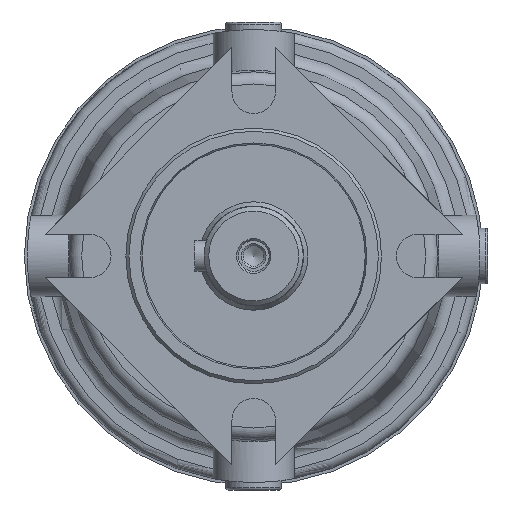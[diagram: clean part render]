
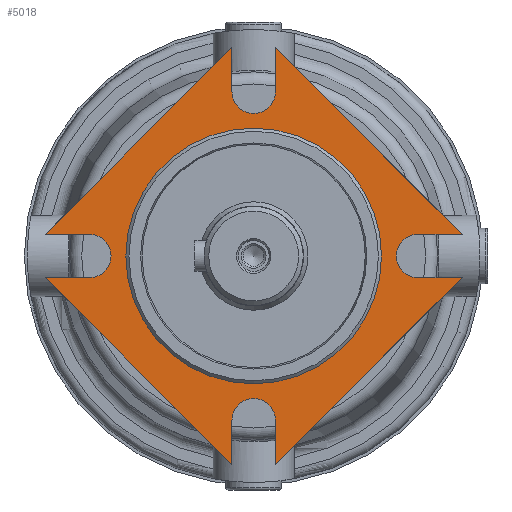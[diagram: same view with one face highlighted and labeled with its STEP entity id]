
A CAD part, left-side view. The second image highlights one B-rep face of the part: STEP entity #5018.
In plain terms, the highlighted planar face has unit normal (-1, 0, 0).
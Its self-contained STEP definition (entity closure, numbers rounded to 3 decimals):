
#153=PLANE('',#5497);
#367=LINE('',#8328,#721);
#374=LINE('',#8342,#728);
#378=LINE('',#8354,#732);
#381=LINE('',#8360,#735);
#387=LINE('',#8371,#741);
#391=LINE('',#8383,#745);
#394=LINE('',#8389,#748);
#400=LINE('',#8400,#754);
#404=LINE('',#8412,#758);
#407=LINE('',#8418,#761);
#413=LINE('',#8429,#767);
#417=LINE('',#8441,#771);
#721=VECTOR('',#6295,1000.);
#728=VECTOR('',#6304,1000.);
#732=VECTOR('',#6316,1000.);
#735=VECTOR('',#6321,1000.);
#741=VECTOR('',#6329,1000.);
#745=VECTOR('',#6341,1000.);
#748=VECTOR('',#6346,1000.);
#754=VECTOR('',#6354,1000.);
#758=VECTOR('',#6366,1000.);
#761=VECTOR('',#6371,1000.);
#767=VECTOR('',#6379,1000.);
#771=VECTOR('',#6391,1000.);
#1500=ORIENTED_EDGE('',*,*,#2723,.T.);
#1501=ORIENTED_EDGE('',*,*,#2663,.F.);
#1502=ORIENTED_EDGE('',*,*,#2721,.F.);
#1503=ORIENTED_EDGE('',*,*,#2718,.T.);
#1504=ORIENTED_EDGE('',*,*,#2715,.F.);
#1505=ORIENTED_EDGE('',*,*,#2709,.F.);
#1506=ORIENTED_EDGE('',*,*,#2706,.F.);
#1507=ORIENTED_EDGE('',*,*,#2703,.T.);
#1508=ORIENTED_EDGE('',*,*,#2700,.F.);
#1509=ORIENTED_EDGE('',*,*,#2694,.F.);
#1510=ORIENTED_EDGE('',*,*,#2691,.F.);
#1511=ORIENTED_EDGE('',*,*,#2688,.T.);
#1512=ORIENTED_EDGE('',*,*,#2685,.F.);
#1513=ORIENTED_EDGE('',*,*,#2679,.F.);
#1514=ORIENTED_EDGE('',*,*,#2676,.F.);
#1515=ORIENTED_EDGE('',*,*,#2673,.T.);
#1516=ORIENTED_EDGE('',*,*,#2670,.F.);
#2663=EDGE_CURVE('',#3289,#3290,#367,.T.);
#2670=EDGE_CURVE('',#3290,#3295,#374,.T.);
#2673=EDGE_CURVE('',#3297,#3295,#3685,.T.);
#2676=EDGE_CURVE('',#3297,#3299,#378,.T.);
#2679=EDGE_CURVE('',#3299,#3301,#381,.T.);
#2685=EDGE_CURVE('',#3301,#3305,#387,.T.);
#2688=EDGE_CURVE('',#3307,#3305,#3687,.T.);
#2691=EDGE_CURVE('',#3307,#3309,#391,.T.);
#2694=EDGE_CURVE('',#3309,#3311,#394,.T.);
#2700=EDGE_CURVE('',#3311,#3315,#400,.T.);
#2703=EDGE_CURVE('',#3317,#3315,#3689,.T.);
#2706=EDGE_CURVE('',#3317,#3319,#404,.T.);
#2709=EDGE_CURVE('',#3319,#3321,#407,.T.);
#2715=EDGE_CURVE('',#3321,#3325,#413,.T.);
#2718=EDGE_CURVE('',#3327,#3325,#3691,.T.);
#2721=EDGE_CURVE('',#3327,#3289,#417,.T.);
#2723=EDGE_CURVE('',#3329,#3329,#3693,.T.);
#3289=VERTEX_POINT('',#8329);
#3290=VERTEX_POINT('',#8330);
#3295=VERTEX_POINT('',#8343);
#3297=VERTEX_POINT('',#8349);
#3299=VERTEX_POINT('',#8355);
#3301=VERTEX_POINT('',#8361);
#3305=VERTEX_POINT('',#8372);
#3307=VERTEX_POINT('',#8378);
#3309=VERTEX_POINT('',#8384);
#3311=VERTEX_POINT('',#8390);
#3315=VERTEX_POINT('',#8401);
#3317=VERTEX_POINT('',#8407);
#3319=VERTEX_POINT('',#8413);
#3321=VERTEX_POINT('',#8419);
#3325=VERTEX_POINT('',#8430);
#3327=VERTEX_POINT('',#8436);
#3329=VERTEX_POINT('',#8445);
#3685=CIRCLE('',#5476,7.);
#3687=CIRCLE('',#5482,7.);
#3689=CIRCLE('',#5488,7.);
#3691=CIRCLE('',#5494,7.);
#3693=CIRCLE('',#5498,41.25);
#3952=EDGE_LOOP('',(#1500));
#3953=EDGE_LOOP('',(#1501,#1502,#1503,#1504,#1505,#1506,#1507,#1508,#1509,
#1510,#1511,#1512,#1513,#1514,#1515,#1516));
#4460=FACE_BOUND('',#3952,.T.);
#4461=FACE_BOUND('',#3953,.T.);
#5018=ADVANCED_FACE('',(#4460,#4461),#153,.F.);
#5476=AXIS2_PLACEMENT_3D('',#8348,#6309,#6310);
#5482=AXIS2_PLACEMENT_3D('',#8377,#6334,#6335);
#5488=AXIS2_PLACEMENT_3D('',#8406,#6359,#6360);
#5494=AXIS2_PLACEMENT_3D('',#8435,#6384,#6385);
#5497=AXIS2_PLACEMENT_3D('',#8443,#6393,#6394);
#5498=AXIS2_PLACEMENT_3D('',#8444,#6395,#6396);
#6295=DIRECTION('',(0.,-0.707,0.707));
#6304=DIRECTION('',(0.,0.,-1.));
#6309=DIRECTION('',(1.,0.,0.));
#6310=DIRECTION('',(0.,0.,-1.));
#6316=DIRECTION('',(0.,0.,1.));
#6321=DIRECTION('',(0.,-0.707,-0.707));
#6329=DIRECTION('',(0.,1.,0.));
#6334=DIRECTION('',(1.,0.,0.));
#6335=DIRECTION('',(0.,0.,-1.));
#6341=DIRECTION('',(0.,-1.,0.));
#6346=DIRECTION('',(0.,0.707,-0.707));
#6354=DIRECTION('',(0.,0.,1.));
#6359=DIRECTION('',(1.,0.,0.));
#6360=DIRECTION('',(0.,0.,-1.));
#6366=DIRECTION('',(0.,0.,-1.));
#6371=DIRECTION('',(0.,0.707,0.707));
#6379=DIRECTION('',(0.,-1.,0.));
#6384=DIRECTION('',(1.,0.,0.));
#6385=DIRECTION('',(0.,0.,-1.));
#6391=DIRECTION('',(0.,1.,0.));
#6393=DIRECTION('',(1.,0.,0.));
#6394=DIRECTION('',(0.,0.,-1.));
#6395=DIRECTION('',(1.,0.,0.));
#6396=DIRECTION('',(0.,0.,-1.));
#8328=CARTESIAN_POINT('',(-27.9,67.246,7.));
#8329=CARTESIAN_POINT('',(-27.9,67.246,7.));
#8330=CARTESIAN_POINT('',(-27.9,7.,67.246));
#8342=CARTESIAN_POINT('',(-27.9,7.,67.246));
#8343=CARTESIAN_POINT('',(-27.9,7.,53.));
#8348=CARTESIAN_POINT('',(-27.9,0.,53.));
#8349=CARTESIAN_POINT('',(-27.9,-7.,53.));
#8354=CARTESIAN_POINT('',(-27.9,-7.,53.));
#8355=CARTESIAN_POINT('',(-27.9,-7.,67.246));
#8360=CARTESIAN_POINT('',(-27.9,-7.,67.246));
#8361=CARTESIAN_POINT('',(-27.9,-67.246,7.));
#8371=CARTESIAN_POINT('',(-27.9,-67.246,7.));
#8372=CARTESIAN_POINT('',(-27.9,-53.,7.));
#8377=CARTESIAN_POINT('',(-27.9,-53.,0.));
#8378=CARTESIAN_POINT('',(-27.9,-53.,-7.));
#8383=CARTESIAN_POINT('',(-27.9,-53.,-7.));
#8384=CARTESIAN_POINT('',(-27.9,-67.246,-7.));
#8389=CARTESIAN_POINT('',(-27.9,-67.246,-7.));
#8390=CARTESIAN_POINT('',(-27.9,-7.,-67.246));
#8400=CARTESIAN_POINT('',(-27.9,-7.,-67.246));
#8401=CARTESIAN_POINT('',(-27.9,-7.,-53.));
#8406=CARTESIAN_POINT('',(-27.9,0.,-53.));
#8407=CARTESIAN_POINT('',(-27.9,7.,-53.));
#8412=CARTESIAN_POINT('',(-27.9,7.,-53.));
#8413=CARTESIAN_POINT('',(-27.9,7.,-67.246));
#8418=CARTESIAN_POINT('',(-27.9,7.,-67.246));
#8419=CARTESIAN_POINT('',(-27.9,67.246,-7.));
#8429=CARTESIAN_POINT('',(-27.9,67.246,-7.));
#8430=CARTESIAN_POINT('',(-27.9,53.,-7.));
#8435=CARTESIAN_POINT('',(-27.9,53.,0.));
#8436=CARTESIAN_POINT('',(-27.9,53.,7.));
#8441=CARTESIAN_POINT('',(-27.9,53.,7.));
#8443=CARTESIAN_POINT('',(-27.9,0.,53.));
#8444=CARTESIAN_POINT('',(-27.9,0.,0.));
#8445=CARTESIAN_POINT('',(-27.9,0.,-41.25));
